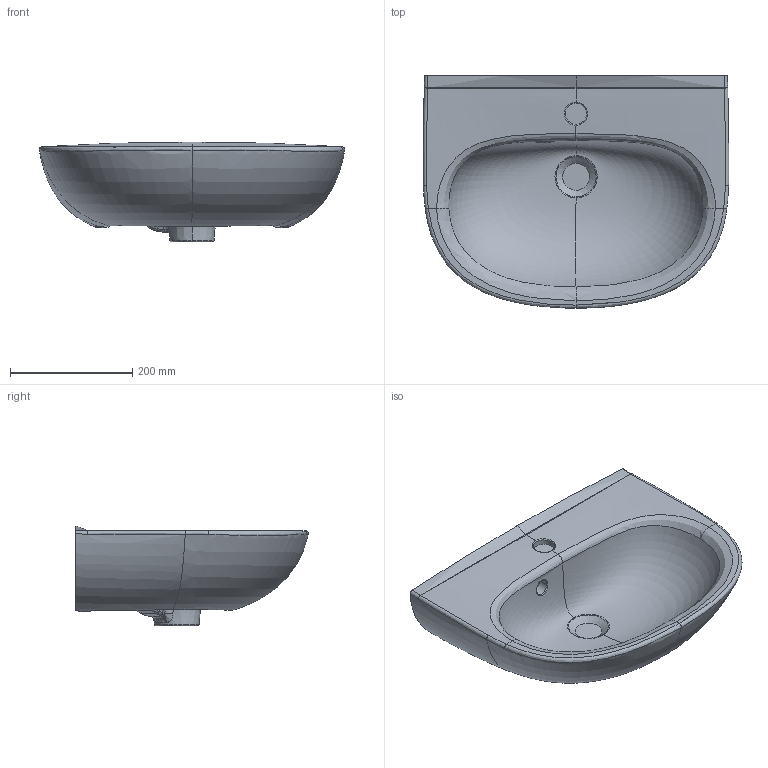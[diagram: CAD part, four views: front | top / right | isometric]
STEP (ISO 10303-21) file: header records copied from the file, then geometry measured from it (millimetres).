
FILE_DESCRIPTION(/* description */ (''),/* implementation_level */ '2;1');
FILE_NAME(/* name */ '434050_434051.stp',/* time_stamp */ '2022-04-13T13:43:54+02:00',/* author */ (''),/* organization */ (''),/* preprocessor_version */ 'ST-DEVELOPER v18.1',/* originating_system */ 'SIEMENS PLM Software NX 1973',/* authorisation */ '');
FILE_SCHEMA (('AUTOMOTIVE_DESIGN { 1 0 10303 214 3 1 1 1 }'));
Length unit declared in the file: millimetre
Products named in the file (1): Conz268836689ht7
Bounding box: 499.5 x 379.89 x 163.42 mm (x, y, z)
Volume: 10750423.3 mm3; surface area: 537128.1 mm2
Topology: 1 solids, 1 shells, 156 faces, 394 edges, 240 vertices
Faces by surface type: bspline 98, plane 29, cylinder 14, extrusion 8, cone 3, torus 2, sphere 2
Full cylindrical faces by diameter (mm): 25 x1, 35 x1
Entity records: 28456 total; most frequent: CARTESIAN_POINT 25592, ORIENTED_EDGE 768, EDGE_CURVE 384, DIRECTION 303, B_SPLINE_CURVE_WITH_KNOTS 263, VERTEX_POINT 238, EDGE_LOOP 164, ADVANCED_FACE 156
